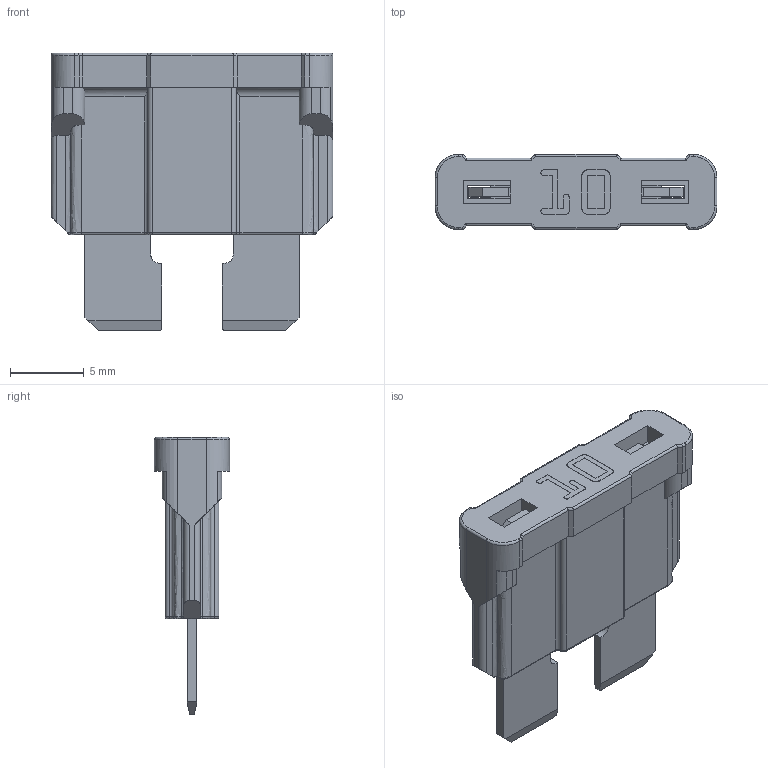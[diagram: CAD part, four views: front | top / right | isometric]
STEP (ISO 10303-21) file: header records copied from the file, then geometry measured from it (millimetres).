
FILE_DESCRIPTION(/* description */ (''),/* implementation_level */ '2;1');
FILE_NAME(/* name */ 'Littelfuse ATOF Blade Fuse.step',/* time_stamp */ '2024-04-24T17:40:12-06:00',/* author */ (''),/* organization */ (''),/* preprocessor_version */ 'ST-DEVELOPER v20',/* originating_system */ 'Autodesk Translation Framework v12.20.1.177',/* authorisation */ '');
FILE_SCHEMA (('AUTOMOTIVE_DESIGN { 1 0 10303 214 3 1 1 }'));
Length unit declared in the file: millimetre
Products named in the file (1): ATOF Blade Fuse
Bounding box: 19.1 x 5.1 x 18.81 mm (x, y, z)
Volume: 530.9 mm3; surface area: 1501.4 mm2
Topology: 2 solids, 2 shells, 278 faces, 752 edges, 480 vertices
Faces by surface type: plane 151, cylinder 74, bspline 41, torus 12
Entity records: 10225 total; most frequent: CARTESIAN_POINT 3383, ORIENTED_EDGE 1504, DIRECTION 1278, EDGE_CURVE 752, LINE 522, VECTOR 522, VERTEX_POINT 480, AXIS2_PLACEMENT_3D 378
